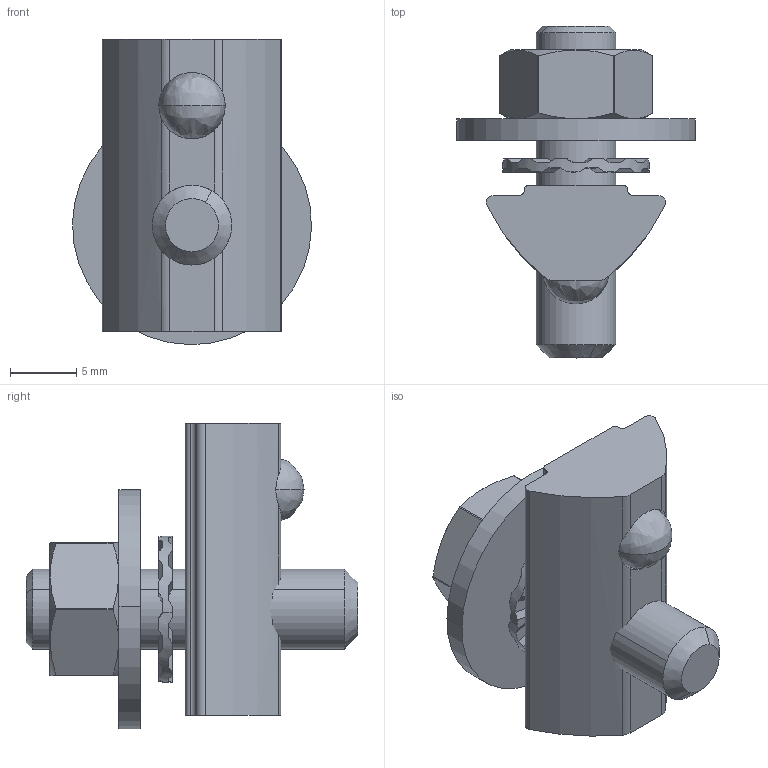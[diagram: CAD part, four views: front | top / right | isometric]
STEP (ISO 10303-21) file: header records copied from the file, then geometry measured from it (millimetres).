
FILE_DESCRIPTION (( 'STEP AP214' ), '1' );
FILE_NAME ('7628020', '2019-01-30T09:37:51', ( '' ), ('JUGARD+KÜNSTNER GmbH'), 'SwSTEP 2.0', 'SolidWorks 2017', '' );
FILE_SCHEMA (( 'AUTOMOTIVE_DESIGN' ));
Length unit declared in the file: millimetre
Products named in the file (7): 7628020; Part3; Part6; Part4; Part1; Part2; Part5
Assembly tree (6 placements, depth 2):
  7628020
    Part3
    Part6
    Part4
    Part1
    Part2
    Part5
Bounding box: 18 x 25 x 23 mm (x, y, z)
Volume: 2701.2 mm3; surface area: 2996.2 mm2
Topology: 6 solids, 6 shells, 295 faces, 737 edges, 448 vertices
Faces by surface type: plane 124, cone 94, cylinder 75, bspline 2
Entity records: 12398 total; most frequent: CARTESIAN_POINT 2015, DIRECTION 1491, ORIENTED_EDGE 1466, EDGE_CURVE 733, AXIS2_PLACEMENT_3D 596, VERTEX_POINT 448, UNCERTAINTY_MEASURE_WITH_UNIT 314, STYLED_ITEM 307
